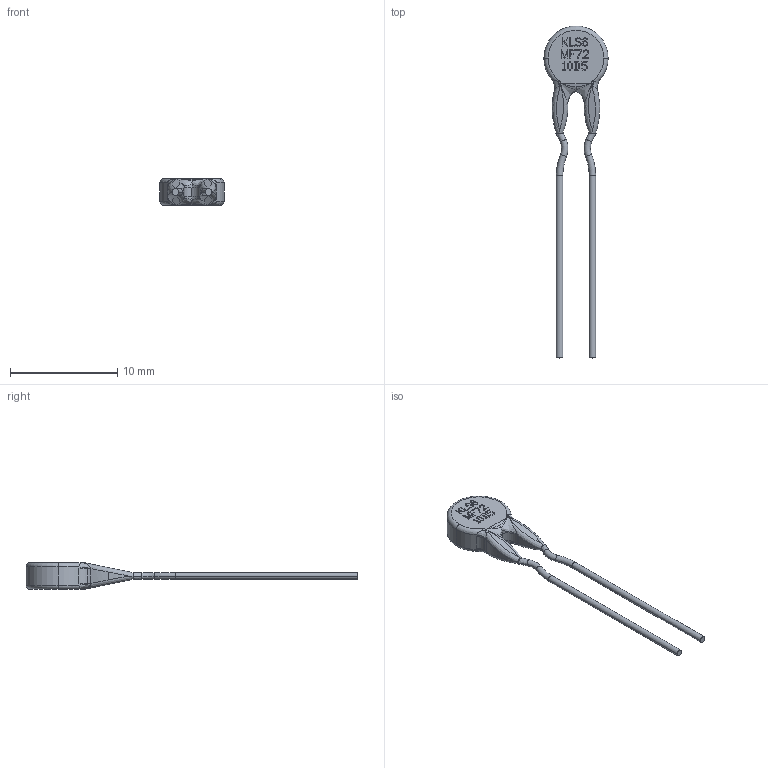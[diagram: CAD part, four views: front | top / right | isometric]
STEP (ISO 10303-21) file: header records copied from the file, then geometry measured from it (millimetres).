
FILE_DESCRIPTION (( 'STEP AP214' ), '1' );
FILE_NAME ('KLS6-MF72-10D5.STEP', '2023-08-23T10:08:32', ( '' ), ( '' ), 'SwSTEP 2.0', 'SolidWorks 2021', '' );
FILE_SCHEMA (( 'AUTOMOTIVE_DESIGN' ));
Length unit declared in the file: millimetre
Products named in the file (1): KLS6-MF72-10D5
Bounding box: 6 x 31 x 2.5 mm (x, y, z)
Volume: 98.6 mm3; surface area: 213.7 mm2
Topology: 1 solids, 1 shells, 425 faces, 1181 edges, 767 vertices
Faces by surface type: plane 228, bspline 164, cylinder 19, torus 14
Entity records: 21197 total; most frequent: CARTESIAN_POINT 7719, ORIENTED_EDGE 2346, DIRECTION 1393, EDGE_CURVE 1173, VERTEX_POINT 767, LINE 739, VECTOR 739, EDGE_LOOP 442
